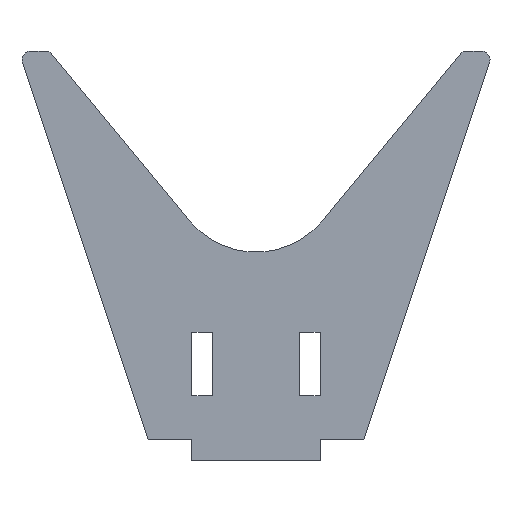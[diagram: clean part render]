
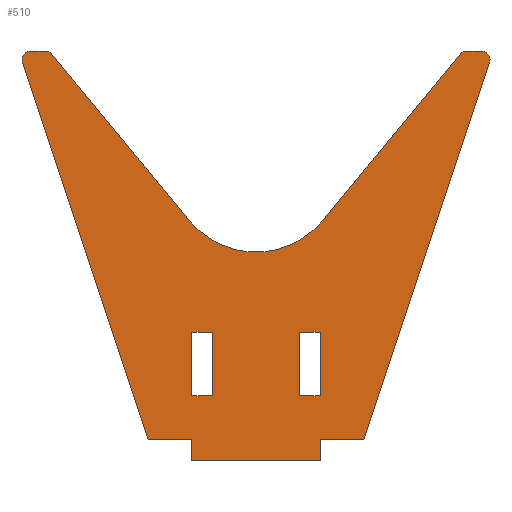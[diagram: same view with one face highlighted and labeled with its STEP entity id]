
A CAD part, top view. The second image highlights one B-rep face of the part: STEP entity #510.
In plain terms, the highlighted planar face has unit normal (0, 0, 1).
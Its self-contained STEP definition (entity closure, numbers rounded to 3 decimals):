
#15=FACE_BOUND('',#72,.T.);
#16=FACE_BOUND('',#73,.T.);
#20=CIRCLE('',#549,20.);
#21=CIRCLE('',#552,2.);
#23=CIRCLE('',#555,2.);
#24=CIRCLE('',#556,2.);
#25=CIRCLE('',#557,2.);
#45=FACE_OUTER_BOUND('',#71,.T.);
#71=EDGE_LOOP('',(#378,#379,#380,#381,#382,#383,#384,#385,#386,#387,#388,
#389,#390,#391,#392,#393));
#72=EDGE_LOOP('',(#394,#395,#396,#397));
#73=EDGE_LOOP('',(#398,#399,#400,#401));
#93=LINE('',#720,#155);
#96=LINE('',#726,#158);
#100=LINE('',#735,#162);
#103=LINE('',#741,#165);
#105=LINE('',#746,#167);
#108=LINE('',#752,#170);
#110=LINE('',#755,#172);
#112=LINE('',#758,#174);
#118=LINE('',#774,#180);
#121=LINE('',#786,#183);
#122=LINE('',#789,#184);
#123=LINE('',#793,#185);
#124=LINE('',#797,#186);
#125=LINE('',#799,#187);
#126=LINE('',#801,#188);
#127=LINE('',#803,#189);
#128=LINE('',#805,#190);
#129=LINE('',#807,#191);
#130=LINE('',#808,#192);
#155=VECTOR('',#582,10.);
#158=VECTOR('',#587,10.);
#162=VECTOR('',#593,10.);
#165=VECTOR('',#598,10.);
#167=VECTOR('',#602,10.);
#170=VECTOR('',#607,10.);
#172=VECTOR('',#611,10.);
#174=VECTOR('',#615,10.);
#180=VECTOR('',#629,10.);
#183=VECTOR('',#640,10.);
#184=VECTOR('',#643,10.);
#185=VECTOR('',#646,10.);
#186=VECTOR('',#649,10.);
#187=VECTOR('',#650,10.);
#188=VECTOR('',#651,10.);
#189=VECTOR('',#652,10.);
#190=VECTOR('',#653,10.);
#191=VECTOR('',#654,10.);
#192=VECTOR('',#655,10.);
#215=VERTEX_POINT('',#714);
#217=VERTEX_POINT('',#718);
#219=VERTEX_POINT('',#724);
#221=VERTEX_POINT('',#729);
#223=VERTEX_POINT('',#733);
#225=VERTEX_POINT('',#739);
#226=VERTEX_POINT('',#743);
#228=VERTEX_POINT('',#749);
#232=VERTEX_POINT('',#764);
#233=VERTEX_POINT('',#766);
#235=VERTEX_POINT('',#772);
#236=VERTEX_POINT('',#776);
#237=VERTEX_POINT('',#777);
#240=VERTEX_POINT('',#785);
#241=VERTEX_POINT('',#787);
#242=VERTEX_POINT('',#790);
#243=VERTEX_POINT('',#792);
#244=VERTEX_POINT('',#794);
#245=VERTEX_POINT('',#796);
#246=VERTEX_POINT('',#798);
#247=VERTEX_POINT('',#800);
#248=VERTEX_POINT('',#802);
#249=VERTEX_POINT('',#804);
#250=VERTEX_POINT('',#806);
#265=EDGE_CURVE('',#217,#215,#93,.T.);
#268=EDGE_CURVE('',#219,#217,#96,.T.);
#272=EDGE_CURVE('',#223,#221,#100,.T.);
#275=EDGE_CURVE('',#225,#223,#103,.T.);
#277=EDGE_CURVE('',#226,#219,#105,.T.);
#280=EDGE_CURVE('',#228,#225,#108,.T.);
#282=EDGE_CURVE('',#215,#226,#110,.T.);
#284=EDGE_CURVE('',#221,#228,#112,.T.);
#288=EDGE_CURVE('',#232,#233,#20,.T.);
#292=EDGE_CURVE('',#232,#235,#118,.T.);
#293=EDGE_CURVE('',#236,#237,#21,.T.);
#297=EDGE_CURVE('',#236,#240,#121,.T.);
#298=EDGE_CURVE('',#241,#240,#23,.T.);
#299=EDGE_CURVE('',#241,#233,#122,.T.);
#300=EDGE_CURVE('',#242,#235,#24,.T.);
#301=EDGE_CURVE('',#242,#243,#123,.T.);
#302=EDGE_CURVE('',#244,#243,#25,.T.);
#303=EDGE_CURVE('',#244,#245,#124,.T.);
#304=EDGE_CURVE('',#245,#246,#125,.T.);
#305=EDGE_CURVE('',#246,#247,#126,.T.);
#306=EDGE_CURVE('',#247,#248,#127,.T.);
#307=EDGE_CURVE('',#248,#249,#128,.T.);
#308=EDGE_CURVE('',#249,#250,#129,.T.);
#309=EDGE_CURVE('',#250,#237,#130,.T.);
#378=ORIENTED_EDGE('',*,*,#293,.F.);
#379=ORIENTED_EDGE('',*,*,#297,.T.);
#380=ORIENTED_EDGE('',*,*,#298,.F.);
#381=ORIENTED_EDGE('',*,*,#299,.T.);
#382=ORIENTED_EDGE('',*,*,#288,.F.);
#383=ORIENTED_EDGE('',*,*,#292,.T.);
#384=ORIENTED_EDGE('',*,*,#300,.F.);
#385=ORIENTED_EDGE('',*,*,#301,.T.);
#386=ORIENTED_EDGE('',*,*,#302,.F.);
#387=ORIENTED_EDGE('',*,*,#303,.T.);
#388=ORIENTED_EDGE('',*,*,#304,.T.);
#389=ORIENTED_EDGE('',*,*,#305,.T.);
#390=ORIENTED_EDGE('',*,*,#306,.T.);
#391=ORIENTED_EDGE('',*,*,#307,.T.);
#392=ORIENTED_EDGE('',*,*,#308,.T.);
#393=ORIENTED_EDGE('',*,*,#309,.T.);
#394=ORIENTED_EDGE('',*,*,#280,.F.);
#395=ORIENTED_EDGE('',*,*,#284,.F.);
#396=ORIENTED_EDGE('',*,*,#272,.F.);
#397=ORIENTED_EDGE('',*,*,#275,.F.);
#398=ORIENTED_EDGE('',*,*,#268,.F.);
#399=ORIENTED_EDGE('',*,*,#277,.F.);
#400=ORIENTED_EDGE('',*,*,#282,.F.);
#401=ORIENTED_EDGE('',*,*,#265,.F.);
#487=PLANE('',#554);
#510=ADVANCED_FACE('',(#45,#15,#16),#487,.T.);
#549=AXIS2_PLACEMENT_3D('',#767,#622,#623);
#552=AXIS2_PLACEMENT_3D('',#778,#632,#633);
#554=AXIS2_PLACEMENT_3D('',#784,#638,#639);
#555=AXIS2_PLACEMENT_3D('',#788,#641,#642);
#556=AXIS2_PLACEMENT_3D('',#791,#644,#645);
#557=AXIS2_PLACEMENT_3D('',#795,#647,#648);
#582=DIRECTION('',(1.,0.,0.));
#587=DIRECTION('',(0.,-1.,0.));
#593=DIRECTION('',(1.,0.,0.));
#598=DIRECTION('',(0.,-1.,0.));
#602=DIRECTION('',(-1.,0.,0.));
#607=DIRECTION('',(-1.,0.,0.));
#611=DIRECTION('',(0.,1.,0.));
#615=DIRECTION('',(0.,1.,0.));
#622=DIRECTION('center_axis',(0.,0.,1.));
#623=DIRECTION('ref_axis',(0.,-1.,0.));
#629=DIRECTION('',(-0.636,0.771,0.));
#632=DIRECTION('center_axis',(0.,0.,-1.));
#633=DIRECTION('ref_axis',(0.811,0.585,0.));
#638=DIRECTION('center_axis',(0.,0.,1.));
#639=DIRECTION('ref_axis',(1.,0.,0.));
#640=DIRECTION('',(-1.,0.,0.));
#641=DIRECTION('center_axis',(0.,0.,-1.));
#642=DIRECTION('ref_axis',(-0.426,0.905,0.));
#643=DIRECTION('',(-0.636,-0.771,0.));
#644=DIRECTION('center_axis',(0.,0.,-1.));
#645=DIRECTION('ref_axis',(0.426,0.905,0.));
#646=DIRECTION('',(-1.,0.,0.));
#647=DIRECTION('center_axis',(0.,0.,-1.));
#648=DIRECTION('ref_axis',(-0.811,0.585,0.));
#649=DIRECTION('',(0.316,-0.949,0.));
#650=DIRECTION('',(1.,0.,0.));
#651=DIRECTION('',(0.,-1.,0.));
#652=DIRECTION('',(1.,0.,0.));
#653=DIRECTION('',(0.,1.,0.));
#654=DIRECTION('',(1.,0.,0.));
#655=DIRECTION('',(0.316,0.949,0.));
#714=CARTESIAN_POINT('',(164.85,75.15,5.));
#718=CARTESIAN_POINT('',(160.15,75.15,5.));
#720=CARTESIAN_POINT('',(165.,75.15,5.));
#724=CARTESIAN_POINT('',(160.15,89.85,5.));
#726=CARTESIAN_POINT('',(160.15,91.25,5.));
#729=CARTESIAN_POINT('',(139.85,75.15,5.));
#733=CARTESIAN_POINT('',(135.15,75.15,5.));
#735=CARTESIAN_POINT('',(142.5,75.15,5.));
#739=CARTESIAN_POINT('',(135.15,89.85,5.));
#741=CARTESIAN_POINT('',(135.15,75.,5.));
#743=CARTESIAN_POINT('',(164.85,89.85,5.));
#746=CARTESIAN_POINT('',(157.5,89.85,5.));
#749=CARTESIAN_POINT('',(139.85,89.85,5.));
#752=CARTESIAN_POINT('',(130.,89.85,5.));
#755=CARTESIAN_POINT('',(164.85,75.,5.));
#758=CARTESIAN_POINT('',(139.85,98.75,5.));
#764=CARTESIAN_POINT('',(134.572,115.66,5.));
#766=CARTESIAN_POINT('',(165.428,115.66,5.));
#767=CARTESIAN_POINT('Origin',(150.,128.387,5.));
#772=CARTESIAN_POINT('',(102.718,154.273,5.));
#774=CARTESIAN_POINT('',(150.,96.959,5.));
#776=CARTESIAN_POINT('',(202.225,155.,5.));
#777=CARTESIAN_POINT('',(204.123,152.368,5.));
#778=CARTESIAN_POINT('Origin',(202.225,153.,5.));
#784=CARTESIAN_POINT('Origin',(150.,107.5,5.));
#785=CARTESIAN_POINT('',(198.824,155.,5.));
#786=CARTESIAN_POINT('',(205.,155.,5.));
#787=CARTESIAN_POINT('',(197.282,154.273,5.));
#788=CARTESIAN_POINT('Origin',(198.824,153.,5.));
#789=CARTESIAN_POINT('',(150.,96.959,5.));
#790=CARTESIAN_POINT('',(101.176,155.,5.));
#791=CARTESIAN_POINT('Origin',(101.176,153.,5.));
#792=CARTESIAN_POINT('',(97.775,155.,5.));
#793=CARTESIAN_POINT('',(95.,155.,5.));
#794=CARTESIAN_POINT('',(95.877,152.368,5.));
#795=CARTESIAN_POINT('Origin',(97.775,153.,5.));
#796=CARTESIAN_POINT('',(125.,65.,5.));
#797=CARTESIAN_POINT('',(125.,65.,5.));
#798=CARTESIAN_POINT('',(135.,65.,5.));
#799=CARTESIAN_POINT('',(135.,65.,5.));
#800=CARTESIAN_POINT('',(135.,60.,5.));
#801=CARTESIAN_POINT('',(135.,60.,5.));
#802=CARTESIAN_POINT('',(165.,60.,5.));
#803=CARTESIAN_POINT('',(150.,60.,5.));
#804=CARTESIAN_POINT('',(165.,65.,5.));
#805=CARTESIAN_POINT('',(165.,60.,5.));
#806=CARTESIAN_POINT('',(175.,65.,5.));
#807=CARTESIAN_POINT('',(165.,65.,5.));
#808=CARTESIAN_POINT('',(175.,65.,5.));
